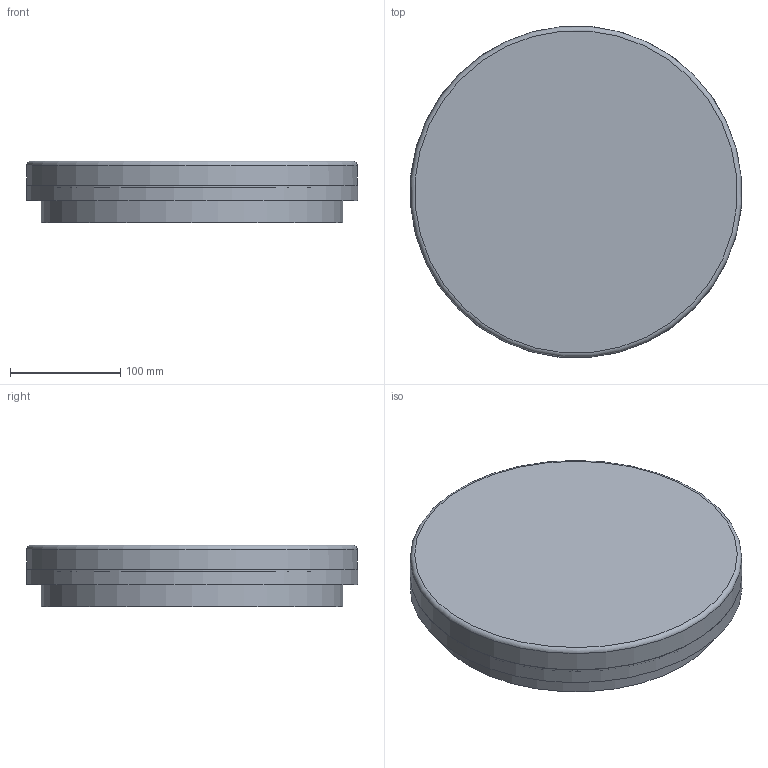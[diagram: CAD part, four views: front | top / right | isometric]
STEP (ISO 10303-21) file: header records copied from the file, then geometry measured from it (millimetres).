
FILE_DESCRIPTION (( 'STEP AP214' ), '1' );
FILE_NAME ('SF_DISC_300_V.STEP', '2025-08-25T07:06:05', ( '' ), ( '' ), 'SwSTEP 2.0', 'SolidWorks 2024', '' );
FILE_SCHEMA (( 'AUTOMOTIVE_DESIGN' ));
Length unit declared in the file: millimetre
Products named in the file (1): SF_DISC_300_V
Bounding box: 299.93 x 299.93 x 56 mm (x, y, z)
Volume: 648512.5 mm3; surface area: 531073.3 mm2
Topology: 3 solids, 3 shells, 28 faces, 41 edges, 28 vertices
Faces by surface type: plane 15, cone 10, cylinder 2, torus 1
Full cylindrical faces by diameter (mm): 272.727 x1, 294.115 x1
Entity records: 575 total; most frequent: DIRECTION 108, CARTESIAN_POINT 79, AXIS2_PLACEMENT_3D 54, ORIENTED_EDGE 50, EDGE_LOOP 50, FACE_OUTER_BOUND 31, ADVANCED_FACE 28, CIRCLE 25
